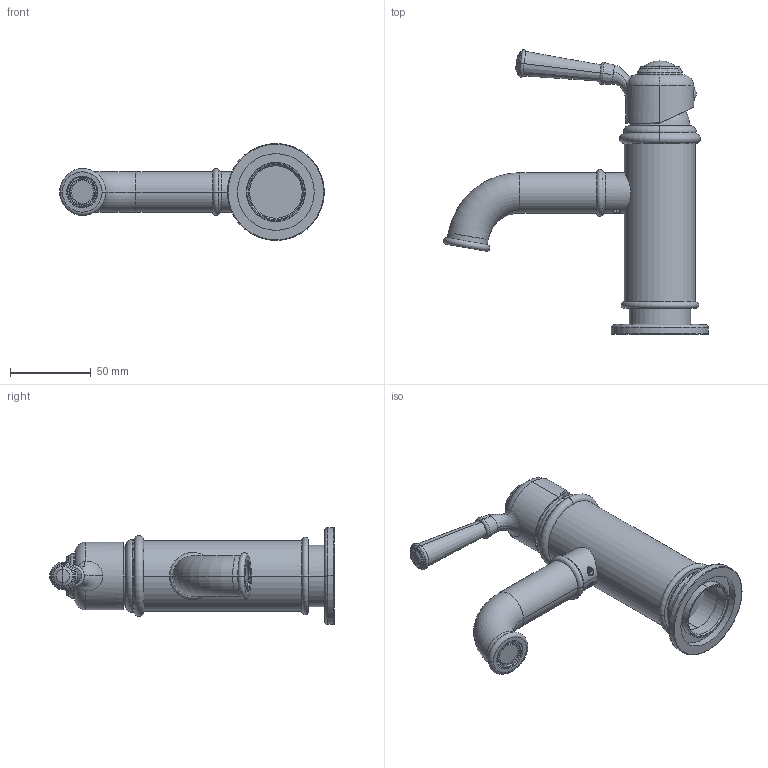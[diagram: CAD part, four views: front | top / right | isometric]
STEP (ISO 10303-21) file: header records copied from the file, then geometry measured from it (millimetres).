
FILE_DESCRIPTION((''),'2;1');
FILE_NAME('8051001_ASM','2013-12-21T',('Administrator'),(''),'PRO/ENGINEER BY PARAMETRIC TECHNOLOGY CORPORATION, 2008230','PRO/ENGINEER BY PARAMETRIC TECHNOLOGY CORPORATION, 2008230','');
FILE_SCHEMA(('CONFIG_CONTROL_DESIGN'));
Length unit declared in the file: millimetre
Products named in the file (30): 8051001-012_AF0; 8051001-572_AF0; 8051001-232_AF0; K-35A; 1022001-062; 1022001-072; 8051001-052_AF1; 8051001-574_AF1; 8051001-142_AF1; 8051001-022_AF1; 8051001-573_AF1; 8051001-053_AF1; 8051001-021_AF1_ASM; 8051001-152_AF1; 8001001-133; 8051001-092_AF1; 8051001-575_AF1; 8051001-342_AF1; 8051001-102_AF1; 8051001-192_AF1; LZ-6_5_AF4; DS-M5X5-P_AF4; JQ-8X2_AF2; JQ-14X2_AF0; JQ-14X2_AF1; DS-M5X4-J; 8029001-402_AF1; JQ-6X2_AF6; JQ-6X2_AF7; 8051001_ASM
Assembly tree (30 placements, depth 3):
  8051001_ASM
    8051001-012_AF0
    8051001-572_AF0
    8051001-232_AF0
    K-35A
    1022001-062
    1022001-072
    8051001-052_AF1
    8051001-574_AF1
    8051001-142_AF1
    8051001-021_AF1_ASM
      8051001-022_AF1
      8051001-573_AF1
      8051001-053_AF1
    8051001-152_AF1
    8001001-133
    8051001-092_AF1
    8051001-575_AF1
    8051001-342_AF1
    8051001-102_AF1
    8051001-192_AF1
    LZ-6_5_AF4
    DS-M5X5-P_AF4
    JQ-8X2_AF2
    JQ-14X2_AF0
    JQ-14X2_AF1
    DS-M5X4-J  x2
    8029001-402_AF1
    JQ-6X2_AF6
    JQ-6X2_AF7
Bounding box: 163.82 x 176.1 x 60 mm (x, y, z)
Volume: 292407.7 mm3; surface area: 108442.7 mm2
Topology: 30 solids, 57 shells, 933 faces, 2263 edges, 1419 vertices
Faces by surface type: cylinder 344, plane 295, cone 137, torus 95, bspline 42, sphere 20
Entity records: 36517 total; most frequent: CARTESIAN_POINT 14417, DIRECTION 4860, ORIENTED_EDGE 4226, EDGE_CURVE 2165, AXIS2_PLACEMENT_3D 2001, VERTEX_POINT 1368, CIRCLE 1043, EDGE_LOOP 1019
